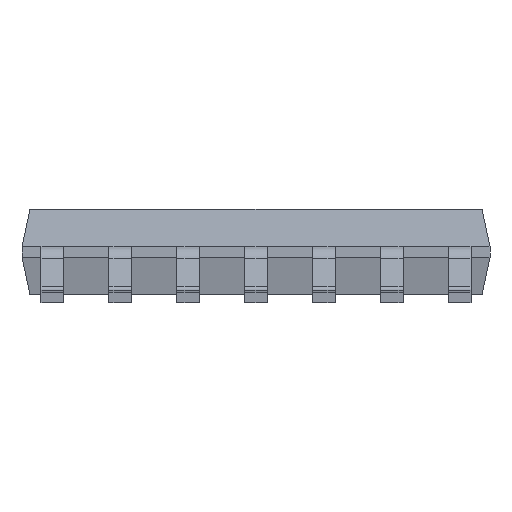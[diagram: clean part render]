
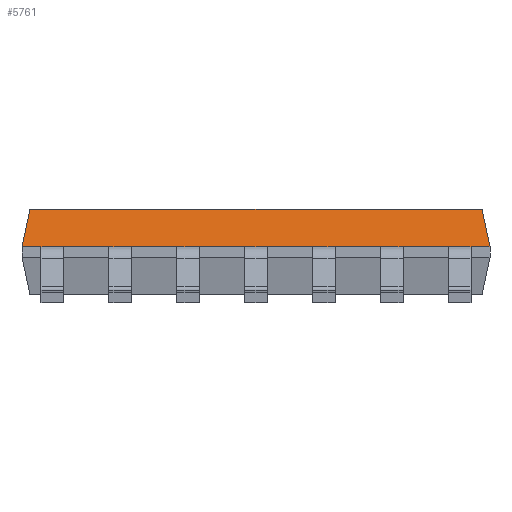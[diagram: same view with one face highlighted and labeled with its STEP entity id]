
A CAD part, front view. The second image highlights one B-rep face of the part: STEP entity #5761.
In plain terms, the highlighted planar face has unit normal (0, -0.978, 0.208).
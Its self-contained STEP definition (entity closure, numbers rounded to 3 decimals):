
#359=FACE_OUTER_BOUND('',#676,.T.);
#676=EDGE_LOOP('',(#4215,#4216,#4217,#4218,#4219,#4220,#4221,#4222,#4223,
#4224,#4225,#4226,#4227,#4228,#4229,#4230,#4231,#4232));
#1130=LINE('',#8982,#1755);
#1133=LINE('',#8994,#1758);
#1141=LINE('',#9012,#1766);
#1149=LINE('',#9030,#1774);
#1157=LINE('',#9048,#1782);
#1165=LINE('',#9066,#1790);
#1173=LINE('',#9084,#1798);
#1181=LINE('',#9102,#1806);
#1188=LINE('',#9119,#1813);
#1222=LINE('',#9172,#1847);
#1223=LINE('',#9173,#1848);
#1224=LINE('',#9174,#1849);
#1225=LINE('',#9175,#1850);
#1226=LINE('',#9176,#1851);
#1227=LINE('',#9177,#1852);
#1228=LINE('',#9178,#1853);
#1229=LINE('',#9179,#1854);
#1230=LINE('',#9180,#1855);
#1755=VECTOR('',#6634,1000.);
#1758=VECTOR('',#6645,1000.);
#1766=VECTOR('',#6657,1000.);
#1774=VECTOR('',#6669,1000.);
#1782=VECTOR('',#6681,1000.);
#1790=VECTOR('',#6693,1000.);
#1798=VECTOR('',#6705,1000.);
#1806=VECTOR('',#6717,1000.);
#1813=VECTOR('',#6730,1000.);
#1847=VECTOR('',#6782,1000.);
#1848=VECTOR('',#6783,1000.);
#1849=VECTOR('',#6784,1000.);
#1850=VECTOR('',#6785,1000.);
#1851=VECTOR('',#6786,1000.);
#1852=VECTOR('',#6787,1000.);
#1853=VECTOR('',#6788,1000.);
#1854=VECTOR('',#6789,1000.);
#1855=VECTOR('',#6790,1000.);
#2377=VERTEX_POINT('',#8975);
#2380=VERTEX_POINT('',#8980);
#2383=VERTEX_POINT('',#8990);
#2385=VERTEX_POINT('',#8993);
#2391=VERTEX_POINT('',#9008);
#2393=VERTEX_POINT('',#9011);
#2399=VERTEX_POINT('',#9026);
#2401=VERTEX_POINT('',#9029);
#2407=VERTEX_POINT('',#9044);
#2409=VERTEX_POINT('',#9047);
#2415=VERTEX_POINT('',#9062);
#2417=VERTEX_POINT('',#9065);
#2423=VERTEX_POINT('',#9080);
#2425=VERTEX_POINT('',#9083);
#2431=VERTEX_POINT('',#9098);
#2433=VERTEX_POINT('',#9101);
#2439=VERTEX_POINT('',#9117);
#2440=VERTEX_POINT('',#9118);
#2998=EDGE_CURVE('',#2380,#2377,#1130,.T.);
#3003=EDGE_CURVE('',#2383,#2385,#1133,.T.);
#3011=EDGE_CURVE('',#2391,#2393,#1141,.T.);
#3019=EDGE_CURVE('',#2399,#2401,#1149,.T.);
#3027=EDGE_CURVE('',#2407,#2409,#1157,.T.);
#3035=EDGE_CURVE('',#2415,#2417,#1165,.T.);
#3043=EDGE_CURVE('',#2423,#2425,#1173,.T.);
#3051=EDGE_CURVE('',#2431,#2433,#1181,.T.);
#3058=EDGE_CURVE('',#2439,#2440,#1188,.T.);
#3092=EDGE_CURVE('',#2433,#2380,#1222,.T.);
#3093=EDGE_CURVE('',#2431,#2425,#1223,.T.);
#3094=EDGE_CURVE('',#2423,#2417,#1224,.T.);
#3095=EDGE_CURVE('',#2415,#2409,#1225,.T.);
#3096=EDGE_CURVE('',#2407,#2401,#1226,.T.);
#3097=EDGE_CURVE('',#2399,#2393,#1227,.T.);
#3098=EDGE_CURVE('',#2391,#2385,#1228,.T.);
#3099=EDGE_CURVE('',#2383,#2440,#1229,.T.);
#3100=EDGE_CURVE('',#2377,#2439,#1230,.T.);
#4215=ORIENTED_EDGE('',*,*,#3092,.F.);
#4216=ORIENTED_EDGE('',*,*,#3051,.F.);
#4217=ORIENTED_EDGE('',*,*,#3093,.T.);
#4218=ORIENTED_EDGE('',*,*,#3043,.F.);
#4219=ORIENTED_EDGE('',*,*,#3094,.T.);
#4220=ORIENTED_EDGE('',*,*,#3035,.F.);
#4221=ORIENTED_EDGE('',*,*,#3095,.T.);
#4222=ORIENTED_EDGE('',*,*,#3027,.F.);
#4223=ORIENTED_EDGE('',*,*,#3096,.T.);
#4224=ORIENTED_EDGE('',*,*,#3019,.F.);
#4225=ORIENTED_EDGE('',*,*,#3097,.T.);
#4226=ORIENTED_EDGE('',*,*,#3011,.F.);
#4227=ORIENTED_EDGE('',*,*,#3098,.T.);
#4228=ORIENTED_EDGE('',*,*,#3003,.F.);
#4229=ORIENTED_EDGE('',*,*,#3099,.T.);
#4230=ORIENTED_EDGE('',*,*,#3058,.F.);
#4231=ORIENTED_EDGE('',*,*,#3100,.F.);
#4232=ORIENTED_EDGE('',*,*,#2998,.F.);
#5288=PLANE('',#6050);
#5761=ADVANCED_FACE('',(#359),#5288,.F.);
#6050=AXIS2_PLACEMENT_3D('',#9171,#6780,#6781);
#6634=DIRECTION('',(1.,0.,0.));
#6645=DIRECTION('',(-1.,0.,0.));
#6657=DIRECTION('',(-1.,0.,0.));
#6669=DIRECTION('',(-1.,0.,0.));
#6681=DIRECTION('',(-1.,0.,0.));
#6693=DIRECTION('',(-1.,0.,0.));
#6705=DIRECTION('',(-1.,0.,0.));
#6717=DIRECTION('',(-1.,0.,0.));
#6730=DIRECTION('',(-1.,0.,0.));
#6780=DIRECTION('center_axis',(0.,0.978,-0.208));
#6781=DIRECTION('ref_axis',(0.,0.208,0.978));
#6782=DIRECTION('',(0.204,0.204,0.958));
#6783=DIRECTION('',(1.,0.,0.));
#6784=DIRECTION('',(1.,0.,0.));
#6785=DIRECTION('',(1.,0.,0.));
#6786=DIRECTION('',(1.,0.,0.));
#6787=DIRECTION('',(1.,0.,0.));
#6788=DIRECTION('',(1.,0.,0.));
#6789=DIRECTION('',(1.,0.,0.));
#6790=DIRECTION('',(0.204,-0.204,-0.958));
#8975=CARTESIAN_POINT('',(4.226,-1.851,1.75));
#8980=CARTESIAN_POINT('',(-4.226,-1.851,1.75));
#8982=CARTESIAN_POINT('',(4.375,-1.851,1.75));
#8990=CARTESIAN_POINT('',(3.6,-2.,1.05));
#8993=CARTESIAN_POINT('',(2.75,-2.,1.05));
#8994=CARTESIAN_POINT('',(4.375,-2.,1.05));
#9008=CARTESIAN_POINT('',(2.33,-2.,1.05));
#9011=CARTESIAN_POINT('',(1.48,-2.,1.05));
#9012=CARTESIAN_POINT('',(4.375,-2.,1.05));
#9026=CARTESIAN_POINT('',(1.06,-2.,1.05));
#9029=CARTESIAN_POINT('',(0.21,-2.,1.05));
#9030=CARTESIAN_POINT('',(4.375,-2.,1.05));
#9044=CARTESIAN_POINT('',(-0.21,-2.,1.05));
#9047=CARTESIAN_POINT('',(-1.06,-2.,1.05));
#9048=CARTESIAN_POINT('',(4.375,-2.,1.05));
#9062=CARTESIAN_POINT('',(-1.48,-2.,1.05));
#9065=CARTESIAN_POINT('',(-2.33,-2.,1.05));
#9066=CARTESIAN_POINT('',(4.375,-2.,1.05));
#9080=CARTESIAN_POINT('',(-2.75,-2.,1.05));
#9083=CARTESIAN_POINT('',(-3.6,-2.,1.05));
#9084=CARTESIAN_POINT('',(4.375,-2.,1.05));
#9098=CARTESIAN_POINT('',(-4.02,-2.,1.05));
#9101=CARTESIAN_POINT('',(-4.375,-2.,1.05));
#9102=CARTESIAN_POINT('',(4.375,-2.,1.05));
#9117=CARTESIAN_POINT('',(4.375,-2.,1.05));
#9118=CARTESIAN_POINT('',(4.02,-2.,1.05));
#9119=CARTESIAN_POINT('',(4.375,-2.,1.05));
#9171=CARTESIAN_POINT('Origin',(4.375,-2.,1.05));
#9172=CARTESIAN_POINT('',(-4.067,-1.692,2.501));
#9173=CARTESIAN_POINT('',(4.375,-2.,1.05));
#9174=CARTESIAN_POINT('',(4.375,-2.,1.05));
#9175=CARTESIAN_POINT('',(4.375,-2.,1.05));
#9176=CARTESIAN_POINT('',(4.375,-2.,1.05));
#9177=CARTESIAN_POINT('',(4.375,-2.,1.05));
#9178=CARTESIAN_POINT('',(4.375,-2.,1.05));
#9179=CARTESIAN_POINT('',(4.375,-2.,1.05));
#9180=CARTESIAN_POINT('',(4.375,-2.,1.05));
